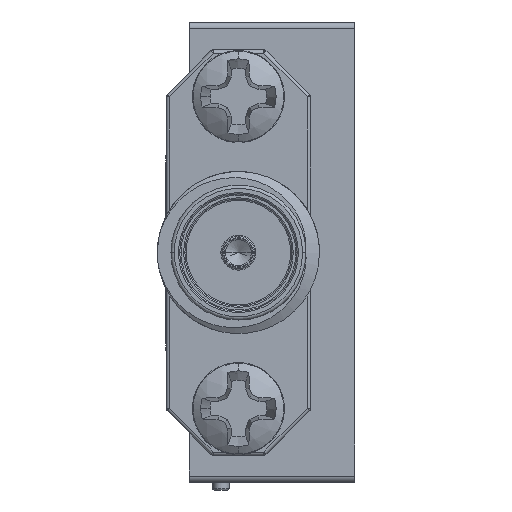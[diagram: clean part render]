
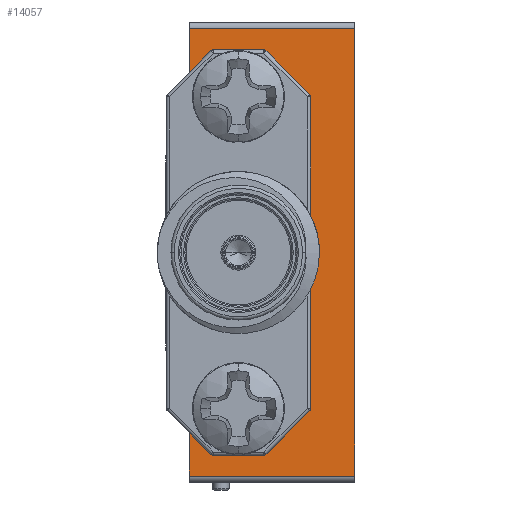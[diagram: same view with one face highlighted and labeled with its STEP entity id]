
A CAD part, left-side view. The second image highlights one B-rep face of the part: STEP entity #14057.
In plain terms, the highlighted planar face has unit normal (-1, 0, 0).
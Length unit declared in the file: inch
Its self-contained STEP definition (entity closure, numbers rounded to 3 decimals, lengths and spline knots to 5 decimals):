
#3275 = VERTEX_POINT ( 'NONE', #44178 ) ;
#4023 = EDGE_CURVE ( 'NONE', #79023, #3275, #95900, .T. ) ;
#4183 = CIRCLE ( 'NONE', #22787, 0.0525 ) ;
#4797 = VERTEX_POINT ( 'NONE', #53128 ) ;
#5934 = ORIENTED_EDGE ( 'NONE', *, *, #94372, .T. ) ;
#6791 = VERTEX_POINT ( 'NONE', #26646 ) ;
#7472 = ORIENTED_EDGE ( 'NONE', *, *, #4023, .F. ) ;
#7606 = ORIENTED_EDGE ( 'NONE', *, *, #22594, .T. ) ;
#7821 = VERTEX_POINT ( 'NONE', #85977 ) ;
#9336 = ORIENTED_EDGE ( 'NONE', *, *, #35029, .T. ) ;
#11570 = DIRECTION ( 'NONE',  ( 0., 1., 0. ) ) ;
#11749 = FACE_BOUND ( 'NONE', #57735, .T. ) ;
#12407 = DIRECTION ( 'NONE',  ( 0., 1., 0. ) ) ;
#12877 = VERTEX_POINT ( 'NONE', #104285 ) ;
#14057 = ADVANCED_FACE ( 'NONE', ( #92927, #11749, #20212 ), #91878, .F. ) ;
#14316 = VECTOR ( 'NONE', #80892, 39.37008 ) ;
#15151 = VECTOR ( 'NONE', #11570, 39.37008 ) ;
#16136 = DIRECTION ( 'NONE',  ( 0., 1., 0. ) ) ;
#16629 = EDGE_LOOP ( 'NONE', ( #5934, #9336, #29660, #100915, #73643, #7606, #92895, #21191 ) ) ;
#16913 = DIRECTION ( 'NONE',  ( -1., 0., 0. ) ) ;
#17011 = VECTOR ( 'NONE', #16136, 39.37008 ) ;
#18682 = DIRECTION ( 'NONE',  ( 0., 0., 1. ) ) ;
#19012 = CARTESIAN_POINT ( 'NONE',  ( -0.54, 0.179, 0.24 ) ) ;
#20212 = FACE_BOUND ( 'NONE', #103009, .T. ) ;
#21191 = ORIENTED_EDGE ( 'NONE', *, *, #94853, .T. ) ;
#21761 = LINE ( 'NONE', #28580, #62547 ) ;
#22594 = EDGE_CURVE ( 'NONE', #6791, #67050, #96840, .T. ) ;
#22667 = VECTOR ( 'NONE', #12407, 39.37008 ) ;
#22787 = AXIS2_PLACEMENT_3D ( 'NONE', #71554, #63090, #95473 ) ;
#25228 = CARTESIAN_POINT ( 'NONE',  ( -0.54, 0.255, -0.345 ) ) ;
#26646 = CARTESIAN_POINT ( 'NONE',  ( -0.54, 0.107, -0.182 ) ) ;
#26711 = LINE ( 'NONE', #91380, #35382 ) ;
#27990 = VERTEX_POINT ( 'NONE', #42266 ) ;
#28580 = CARTESIAN_POINT ( 'NONE',  ( -0.54, 0.107, 0.182 ) ) ;
#29579 = DIRECTION ( 'NONE',  ( 0., 0., 1. ) ) ;
#29660 = ORIENTED_EDGE ( 'NONE', *, *, #84604, .F. ) ;
#31852 = ORIENTED_EDGE ( 'NONE', *, *, #96192, .F. ) ;
#34398 = CIRCLE ( 'NONE', #93706, 0.0525 ) ;
#34454 = EDGE_CURVE ( 'NONE', #12877, #48028, #104841, .T. ) ;
#35029 = EDGE_CURVE ( 'NONE', #27990, #96143, #100191, .T. ) ;
#35382 = VECTOR ( 'NONE', #18682, 39.37008 ) ;
#38941 = EDGE_CURVE ( 'NONE', #4797, #103349, #94620, .T. ) ;
#39874 = VECTOR ( 'NONE', #56355, 39.37008 ) ;
#41604 = AXIS2_PLACEMENT_3D ( 'NONE', #55095, #64711, #63123 ) ;
#42266 = CARTESIAN_POINT ( 'NONE',  ( -0.54, 0., 0.345 ) ) ;
#42332 = DIRECTION ( 'NONE',  ( 0., 0., 1. ) ) ;
#44178 = CARTESIAN_POINT ( 'NONE',  ( -0.54, 0.179, -0.2935 ) ) ;
#45383 = LINE ( 'NONE', #93213, #101506 ) ;
#48028 = VERTEX_POINT ( 'NONE', #102622 ) ;
#50571 = AXIS2_PLACEMENT_3D ( 'NONE', #19012, #16913, #42332 ) ;
#53128 = CARTESIAN_POINT ( 'NONE',  ( -0.54, 0.107, 0.182 ) ) ;
#53366 = CARTESIAN_POINT ( 'NONE',  ( -0.54, 0.179, -0.1885 ) ) ;
#55095 = CARTESIAN_POINT ( 'NONE',  ( -0.54, 0.179, -0.241 ) ) ;
#56355 = DIRECTION ( 'NONE',  ( 0., -1., 0. ) ) ;
#57735 = EDGE_LOOP ( 'NONE', ( #7472, #31852 ) ) ;
#59765 = ORIENTED_EDGE ( 'NONE', *, *, #34454, .F. ) ;
#61069 = DIRECTION ( 'NONE',  ( 1., 0., 0. ) ) ;
#62547 = VECTOR ( 'NONE', #93241, 39.37008 ) ;
#63090 = DIRECTION ( 'NONE',  ( -1., 0., 0. ) ) ;
#63123 = DIRECTION ( 'NONE',  ( 0., 0., 1. ) ) ;
#64711 = DIRECTION ( 'NONE',  ( -1., 0., 0. ) ) ;
#64971 = CARTESIAN_POINT ( 'NONE',  ( -0.54, 0., -0.355 ) ) ;
#67050 = VERTEX_POINT ( 'NONE', #72195 ) ;
#68015 = ORIENTED_EDGE ( 'NONE', *, *, #102649, .F. ) ;
#71554 = CARTESIAN_POINT ( 'NONE',  ( -0.54, 0.179, -0.241 ) ) ;
#72195 = CARTESIAN_POINT ( 'NONE',  ( -0.54, 0.255, -0.182 ) ) ;
#72846 = CARTESIAN_POINT ( 'NONE',  ( -0.54, 0.255, -0.345 ) ) ;
#72994 = EDGE_CURVE ( 'NONE', #6791, #4797, #21761, .T. ) ;
#73643 = ORIENTED_EDGE ( 'NONE', *, *, #72994, .F. ) ;
#74974 = LINE ( 'NONE', #64971, #14316 ) ;
#79023 = VERTEX_POINT ( 'NONE', #53366 ) ;
#79366 = CARTESIAN_POINT ( 'NONE',  ( -0.54, 0.179, 0.24 ) ) ;
#79837 = CARTESIAN_POINT ( 'NONE',  ( -0.54, 0.107, -0.182 ) ) ;
#80892 = DIRECTION ( 'NONE',  ( 0., 0., 1. ) ) ;
#81113 = CARTESIAN_POINT ( 'NONE',  ( -0.54, 0.255, 0.345 ) ) ;
#83901 = DIRECTION ( 'NONE',  ( 0., 0., -1. ) ) ;
#84604 = EDGE_CURVE ( 'NONE', #103349, #96143, #45383, .T. ) ;
#84739 = EDGE_CURVE ( 'NONE', #100755, #67050, #26711, .T. ) ;
#85075 = CARTESIAN_POINT ( 'NONE',  ( -0.54, 0.107, 0.182 ) ) ;
#85977 = CARTESIAN_POINT ( 'NONE',  ( -0.54, 0., -0.345 ) ) ;
#86266 = CARTESIAN_POINT ( 'NONE',  ( -0.54, 0.255, 0.182 ) ) ;
#87537 = AXIS2_PLACEMENT_3D ( 'NONE', #92400, #61069, #83901 ) ;
#91380 = CARTESIAN_POINT ( 'NONE',  ( -0.54, 0.255, -0.355 ) ) ;
#91878 = PLANE ( 'NONE',  #87537 ) ;
#92400 = CARTESIAN_POINT ( 'NONE',  ( -0.54, 0.255, -0.355 ) ) ;
#92895 = ORIENTED_EDGE ( 'NONE', *, *, #84739, .F. ) ;
#92927 = FACE_OUTER_BOUND ( 'NONE', #16629, .T. ) ;
#93213 = CARTESIAN_POINT ( 'NONE',  ( -0.54, 0.255, -0.355 ) ) ;
#93241 = DIRECTION ( 'NONE',  ( 0., 0., 1. ) ) ;
#93256 = CARTESIAN_POINT ( 'NONE',  ( -0.54, 0.255, 0.345 ) ) ;
#93706 = AXIS2_PLACEMENT_3D ( 'NONE', #79366, #104290, #95834 ) ;
#94372 = EDGE_CURVE ( 'NONE', #7821, #27990, #74974, .T. ) ;
#94620 = LINE ( 'NONE', #85075, #22667 ) ;
#94853 = EDGE_CURVE ( 'NONE', #100755, #7821, #96756, .T. ) ;
#95473 = DIRECTION ( 'NONE',  ( 0., 0., 1. ) ) ;
#95834 = DIRECTION ( 'NONE',  ( 0., 0., 1. ) ) ;
#95900 = CIRCLE ( 'NONE', #41604, 0.0525 ) ;
#96143 = VERTEX_POINT ( 'NONE', #81113 ) ;
#96192 = EDGE_CURVE ( 'NONE', #3275, #79023, #4183, .T. ) ;
#96756 = LINE ( 'NONE', #72846, #39874 ) ;
#96840 = LINE ( 'NONE', #79837, #17011 ) ;
#100191 = LINE ( 'NONE', #93256, #15151 ) ;
#100755 = VERTEX_POINT ( 'NONE', #25228 ) ;
#100915 = ORIENTED_EDGE ( 'NONE', *, *, #38941, .F. ) ;
#101506 = VECTOR ( 'NONE', #29579, 39.37008 ) ;
#102622 = CARTESIAN_POINT ( 'NONE',  ( -0.54, 0.179, 0.1875 ) ) ;
#102649 = EDGE_CURVE ( 'NONE', #48028, #12877, #34398, .T. ) ;
#103009 = EDGE_LOOP ( 'NONE', ( #59765, #68015 ) ) ;
#103349 = VERTEX_POINT ( 'NONE', #86266 ) ;
#104285 = CARTESIAN_POINT ( 'NONE',  ( -0.54, 0.179, 0.2925 ) ) ;
#104290 = DIRECTION ( 'NONE',  ( -1., 0., 0. ) ) ;
#104841 = CIRCLE ( 'NONE', #50571, 0.0525 ) ;
